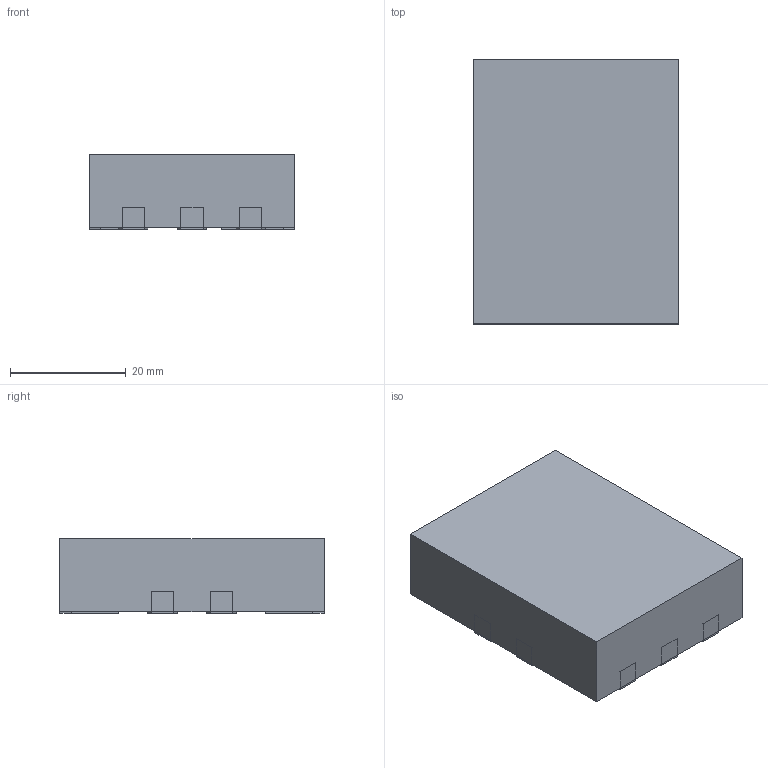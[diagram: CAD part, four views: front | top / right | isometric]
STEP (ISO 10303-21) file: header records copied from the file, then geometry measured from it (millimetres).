
FILE_DESCRIPTION((''),'2;1');
FILE_NAME('23_ASM','2023-02-06T',('S0016570'),(''),'PRO/ENGINEER BY PARAMETRIC TECHNOLOGY CORPORATION, 2008380','PRO/ENGINEER BY PARAMETRIC TECHNOLOGY CORPORATION, 2008380','');
FILE_SCHEMA(('CONFIG_CONTROL_DESIGN'));
Length unit declared in the file: inch
Products named in the file (12): BODY_10; BODY_9; BODY_8; BODY_7; BODY_6; BODY_5; BODY_4; BODY_3; BODY_2; BODY_1; BODY_0; 23_ASM
Assembly tree (11 placements, depth 2):
  23_ASM
    BODY_10
    BODY_9
    BODY_8
    BODY_7
    BODY_6
    BODY_5
    BODY_4
    BODY_3
    BODY_2
    BODY_1
    BODY_0
Bounding box: 35.56 x 45.72 x 12.95 mm (x, y, z)
Surface area: 7477.6 mm2
Topology: 11 solids, 11 shells, 87 faces, 195 edges, 130 vertices
Faces by surface type: plane 87
Entity records: 2665 total; most frequent: CARTESIAN_POINT 435, DIRECTION 415, ORIENTED_EDGE 390, VECTOR 195, LINE 195, EDGE_CURVE 195, VERTEX_POINT 130, AXIS2_PLACEMENT_3D 110
